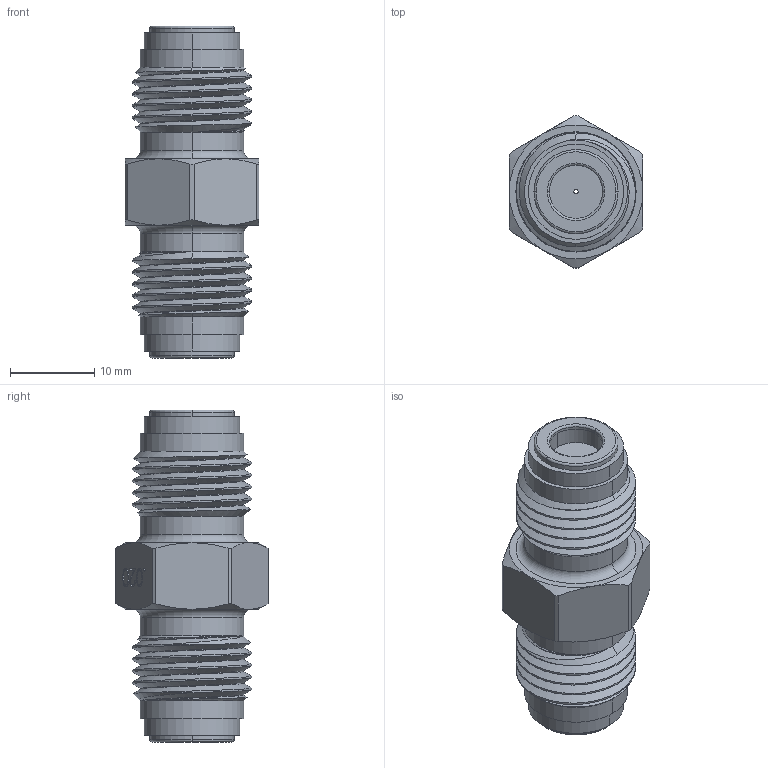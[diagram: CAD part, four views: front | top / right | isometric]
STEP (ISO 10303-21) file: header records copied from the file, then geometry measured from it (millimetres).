
FILE_DESCRIPTION (( 'STEP AP203' ), '1' );
FILE_NAME ('AD-44SS-MFSMFS-.020.step', '2025-11-13T18:49:36', ( '' ), ( '' ), 'SwSTEP 2.0', 'SolidWorks 2018', '' );
FILE_SCHEMA (( 'CONFIG_CONTROL_DESIGN' ));
Length unit declared in the file: inch
Products named in the file (3): PRT-000431_.020; AD-44SS-MFSMFS-.020; PRT-001993
Assembly tree (2 placements, depth 2):
  AD-44SS-MFSMFS-.020
    PRT-000431_.020
    PRT-001993
Bounding box: 15.88 x 18.03 x 39.37 mm (x, y, z)
Volume: 4894.1 mm3; surface area: 3287.9 mm2
Topology: 2 solids, 2 shells, 223 faces, 548 edges, 350 vertices
Faces by surface type: bspline 74, cylinder 54, plane 51, cone 32, torus 12
Entity records: 14243 total; most frequent: CARTESIAN_POINT 9274, ORIENTED_EDGE 1096, DIRECTION 750, EDGE_CURVE 548, VERTEX_POINT 350, AXIS2_PLACEMENT_3D 272, EDGE_LOOP 248, ADVANCED_FACE 223
